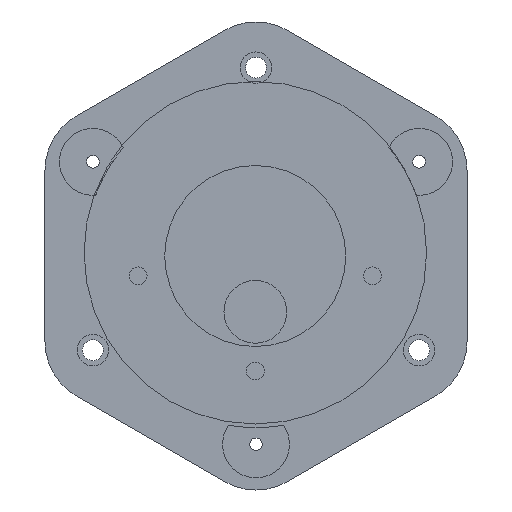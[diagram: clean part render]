
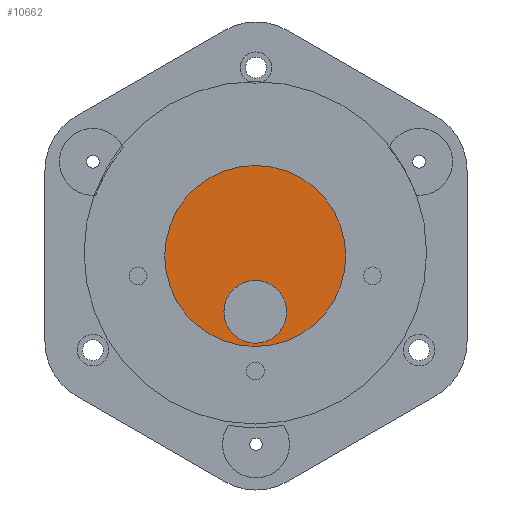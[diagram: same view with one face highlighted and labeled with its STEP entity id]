
A CAD part, front view. The second image highlights one B-rep face of the part: STEP entity #10662.
In plain terms, the highlighted planar face has unit normal (0, -1, 0).
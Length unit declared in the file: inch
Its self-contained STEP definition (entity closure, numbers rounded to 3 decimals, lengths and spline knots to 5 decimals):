
#737 = EDGE_CURVE ( 'NONE', #9374, #9374, #7734, .T. ) ;
#834 = FACE_BOUND ( 'NONE', #25253, .T. ) ;
#1060 = DIRECTION ( 'NONE',  ( 0., 0., -1. ) ) ;
#2821 = EDGE_LOOP ( 'NONE', ( #25666 ) ) ;
#4360 = ORIENTED_EDGE ( 'NONE', *, *, #737, .T. ) ;
#5047 = CARTESIAN_POINT ( 'NONE',  ( -2.21737, 0.1035, -3.91546 ) ) ;
#5590 = CARTESIAN_POINT ( 'NONE',  ( -2.21737, 0.1035, -4.08278 ) ) ;
#6917 = EDGE_CURVE ( 'NONE', #26088, #26088, #13504, .T. ) ;
#7340 = FACE_BOUND ( 'NONE', #25672, .T. ) ;
#7734 = CIRCLE ( 'NONE', #25567, 0.16732 ) ;
#9114 = CARTESIAN_POINT ( 'NONE',  ( 2.19208, 0.1035, -3.91546 ) ) ;
#9374 = VERTEX_POINT ( 'NONE', #27975 ) ;
#9406 = CARTESIAN_POINT ( 'NONE',  ( -0.01264, 0.1035, -3.48239 ) ) ;
#9486 = VERTEX_POINT ( 'NONE', #37446 ) ;
#9683 = AXIS2_PLACEMENT_3D ( 'NONE', #16807, #41451, #30992 ) ;
#10662 = ADVANCED_FACE ( 'NONE', ( #42496, #35531, #7340, #834, #43400 ), #17848, .T. ) ;
#11531 = CARTESIAN_POINT ( 'NONE',  ( 3.2098, 0.1035, -3.48239 ) ) ;
#12307 = VERTEX_POINT ( 'NONE', #26735 ) ;
#12675 = DIRECTION ( 'NONE',  ( 0., 1., 0. ) ) ;
#13504 = CIRCLE ( 'NONE', #27598, 0.16732 ) ;
#16807 = CARTESIAN_POINT ( 'NONE',  ( -0.01264, 0.1035, -4.59459 ) ) ;
#17147 = AXIS2_PLACEMENT_3D ( 'NONE', #11531, #25715, #1060 ) ;
#17747 = EDGE_CURVE ( 'NONE', #12307, #12307, #44632, .T. ) ;
#17848 = PLANE ( 'NONE',  #17147 ) ;
#19531 = DIRECTION ( 'NONE',  ( 0., 0., -1. ) ) ;
#19993 = EDGE_CURVE ( 'NONE', #9486, #9486, #28929, .T. ) ;
#21175 = AXIS2_PLACEMENT_3D ( 'NONE', #9114, #41453, #34724 ) ;
#23350 = VERTEX_POINT ( 'NONE', #30360 ) ;
#23377 = DIRECTION ( 'NONE',  ( 0., -1., 0. ) ) ;
#23583 = DIRECTION ( 'NONE',  ( 0., 0., -1. ) ) ;
#25230 = AXIS2_PLACEMENT_3D ( 'NONE', #9406, #23377, #27098 ) ;
#25253 = EDGE_LOOP ( 'NONE', ( #33270 ) ) ;
#25567 = AXIS2_PLACEMENT_3D ( 'NONE', #44523, #12675, #23583 ) ;
#25666 = ORIENTED_EDGE ( 'NONE', *, *, #19993, .T. ) ;
#25672 = EDGE_LOOP ( 'NONE', ( #4360 ) ) ;
#25715 = DIRECTION ( 'NONE',  ( 0., -1., 0. ) ) ;
#26088 = VERTEX_POINT ( 'NONE', #5590 ) ;
#26735 = CARTESIAN_POINT ( 'NONE',  ( -0.01264, 0.1035, -5.18514 ) ) ;
#27098 = DIRECTION ( 'NONE',  ( 0., 0., -1. ) ) ;
#27598 = AXIS2_PLACEMENT_3D ( 'NONE', #5047, #33038, #19531 ) ;
#27975 = CARTESIAN_POINT ( 'NONE',  ( -0.01264, 0.1035, -5.87412 ) ) ;
#28920 = EDGE_CURVE ( 'NONE', #23350, #23350, #42716, .T. ) ;
#28929 = CIRCLE ( 'NONE', #25230, 3.22244 ) ;
#30360 = CARTESIAN_POINT ( 'NONE',  ( 2.19208, 0.1035, -4.08278 ) ) ;
#30992 = DIRECTION ( 'NONE',  ( 0., 0., -1. ) ) ;
#31859 = ORIENTED_EDGE ( 'NONE', *, *, #17747, .T. ) ;
#33038 = DIRECTION ( 'NONE',  ( 0., 1., 0. ) ) ;
#33270 = ORIENTED_EDGE ( 'NONE', *, *, #6917, .T. ) ;
#34724 = DIRECTION ( 'NONE',  ( 0., 0., -1. ) ) ;
#35531 = FACE_BOUND ( 'NONE', #40504, .T. ) ;
#37446 = CARTESIAN_POINT ( 'NONE',  ( -0.01264, 0.1035, -6.70483 ) ) ;
#40504 = EDGE_LOOP ( 'NONE', ( #42022 ) ) ;
#41451 = DIRECTION ( 'NONE',  ( 0., 1., 0. ) ) ;
#41453 = DIRECTION ( 'NONE',  ( 0., 1., 0. ) ) ;
#42022 = ORIENTED_EDGE ( 'NONE', *, *, #28920, .T. ) ;
#42496 = FACE_BOUND ( 'NONE', #42723, .T. ) ;
#42716 = CIRCLE ( 'NONE', #21175, 0.16732 ) ;
#42723 = EDGE_LOOP ( 'NONE', ( #31859 ) ) ;
#43400 = FACE_OUTER_BOUND ( 'NONE', #2821, .T. ) ;
#44523 = CARTESIAN_POINT ( 'NONE',  ( -0.01264, 0.1035, -5.7068 ) ) ;
#44632 = CIRCLE ( 'NONE', #9683, 0.59055 ) ;
